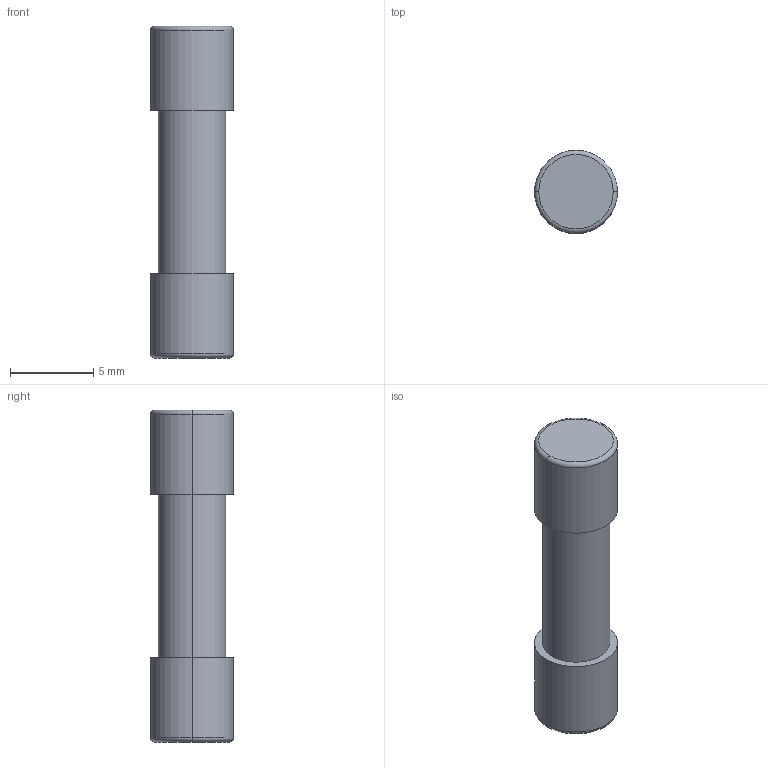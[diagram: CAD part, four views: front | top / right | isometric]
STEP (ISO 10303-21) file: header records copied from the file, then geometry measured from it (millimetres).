
FILE_DESCRIPTION (( 'STEP AP214' ), '1' );
FILE_NAME ('User Library-FUSE-5.STEP', '2016-02-03T06:35:24', ( 'Windows User' ), ( '' ), 'SwSTEP 2.0', 'SolidWorks 2016', '' );
FILE_SCHEMA (( 'AUTOMOTIVE_DESIGN' ));
Length unit declared in the file: inch
Products named in the file (1): User Library-FUSE-5
Bounding box: 5 x 5 x 20 mm (x, y, z)
Volume: 175.5 mm3; surface area: 558.3 mm2
Topology: 1 solids, 2 shells, 22 faces, 44 edges, 28 vertices
Faces by surface type: plane 10, cylinder 8, torus 4
Entity records: 726 total; most frequent: DIRECTION 114, CARTESIAN_POINT 95, ORIENTED_EDGE 88, AXIS2_PLACEMENT_3D 47, EDGE_CURVE 44, VERTEX_POINT 28, EDGE_LOOP 26, CIRCLE 24
